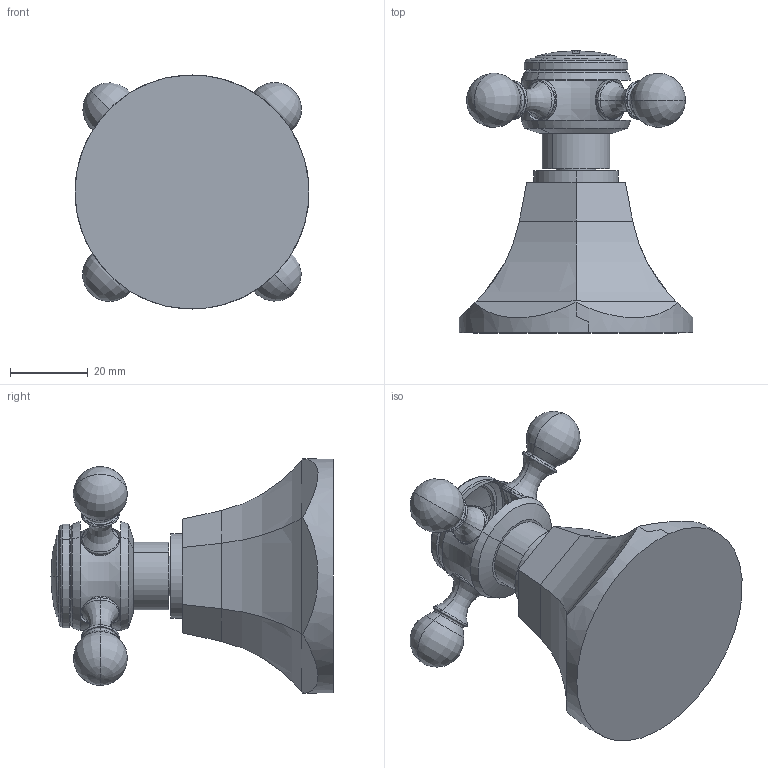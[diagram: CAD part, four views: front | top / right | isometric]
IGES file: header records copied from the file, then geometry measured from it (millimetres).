
Start section:  PTC IGES file: 3-595.igs
Global section: file name: 3-595.igs; native system: Creo Parametric by PTC Inc.; preprocessor: 2018400; author: jinson.thomas; organization: Unknown; date: 20210104.143637; units: inch
Bounding box: 60.31 x 72.69 x 60.33 mm (x, y, z)
Volume: 77134 mm3; surface area: 15976.7 mm2
Topology: 1 solids, 1 shells, 148 faces, 337 edges, 193 vertices
Faces by surface type: revolution 112, bspline 36
